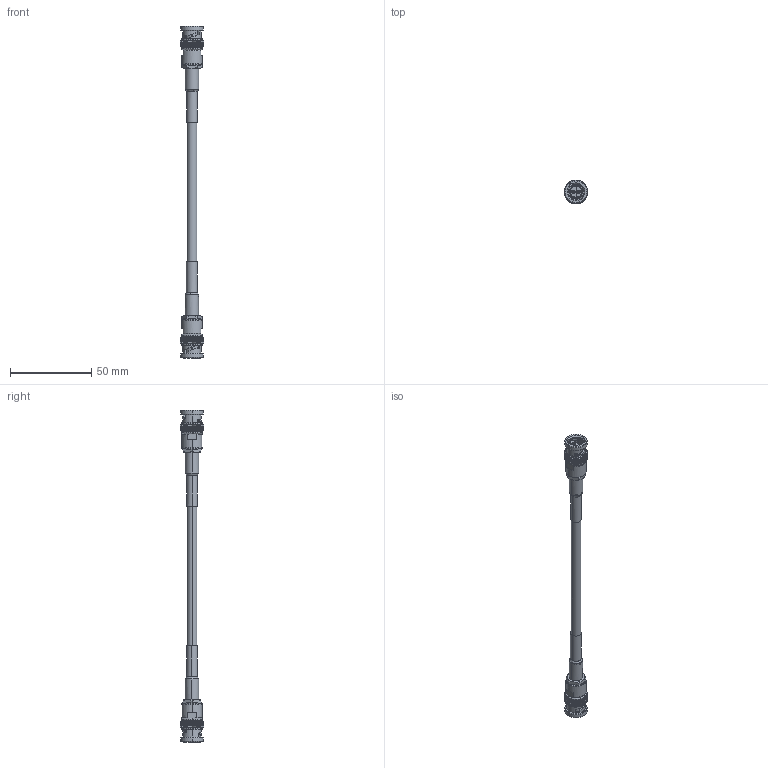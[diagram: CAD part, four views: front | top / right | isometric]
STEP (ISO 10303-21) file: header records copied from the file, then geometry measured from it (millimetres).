
FILE_DESCRIPTION (( 'STEP AP203' ), '1' );
FILE_NAME ('PE3480LF.step', '2018-12-21T21:30:29', ( '' ), ( '' ), 'SwSTEP 2.0', 'SolidWorks 2017', '' );
FILE_SCHEMA (( 'CONFIG_CONTROL_DESIGN' ));
Length unit declared in the file: inch
Products named in the file (4): PE4234_CRIMPED; Coax Cable_RG108AU; HeatShrink^PE3480LF; PE3480LF
Assembly tree (5 placements, depth 2):
  PE3480LF
    Coax Cable_RG108AU
    PE4234_CRIMPED  x2
    HeatShrink^PE3480LF  x2
Bounding box: 14.46 x 14.46 x 204.68 mm (x, y, z)
Volume: 12428.6 mm3; surface area: 11294 mm2
Topology: 11 solids, 13 shells, 1208 faces, 2852 edges, 1700 vertices
Faces by surface type: plane 466, cylinder 366, cone 328, bspline 36, torus 8, sphere 4
Entity records: 21972 total; most frequent: CARTESIAN_POINT 8248, ORIENTED_EDGE 2858, DIRECTION 2656, EDGE_CURVE 1429, AXIS2_PLACEMENT_3D 1091, VERTEX_POINT 852, EDGE_LOOP 633, FACE_OUTER_BOUND 606
